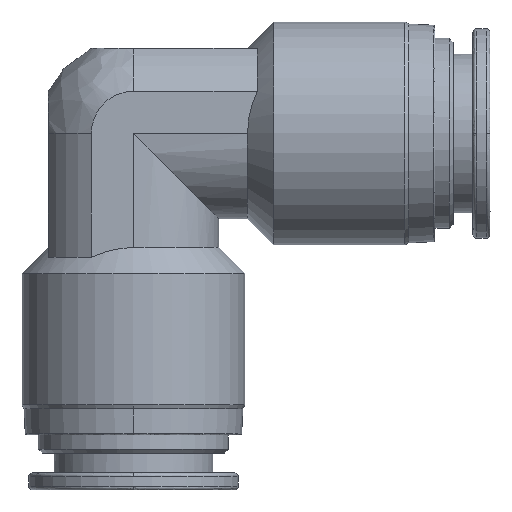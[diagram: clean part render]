
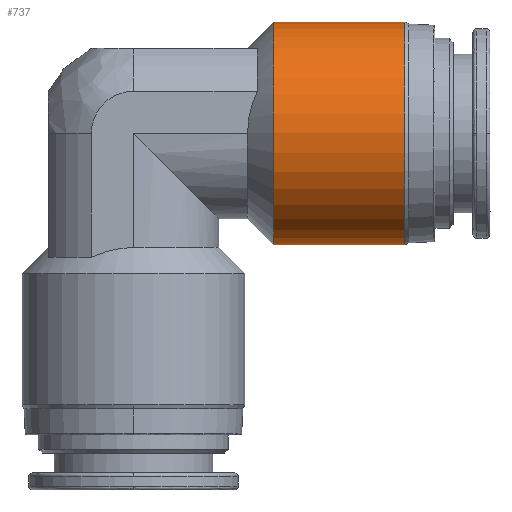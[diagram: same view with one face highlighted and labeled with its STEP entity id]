
A CAD part, left-side view. The second image highlights one B-rep face of the part: STEP entity #737.
In plain terms, the highlighted cylindrical face has radius 8.5 mm (diameter 17 mm), a partial arc.
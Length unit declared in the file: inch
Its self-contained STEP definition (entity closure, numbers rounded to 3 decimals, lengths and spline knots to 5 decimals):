
#5 = AXIS2_PLACEMENT_3D ( 'NONE', #7850, #6535, #2667 ) ;
#132 = VERTEX_POINT ( 'NONE', #4222 ) ;
#240 = DIRECTION ( 'NONE',  ( 0., -1., 0. ) ) ;
#498 = LINE ( 'NONE', #2139, #2975 ) ;
#737 = ADVANCED_FACE ( 'NONE', ( #2542 ), #5004, .T. ) ;
#1787 = EDGE_CURVE ( 'NONE', #6065, #5619, #2621, .T. ) ;
#1818 = AXIS2_PLACEMENT_3D ( 'NONE', #7857, #4645, #4594 ) ;
#1927 = CARTESIAN_POINT ( 'NONE',  ( 0., -0.07874, 0.33465 ) ) ;
#2139 = CARTESIAN_POINT ( 'NONE',  ( 0., -0.07874, -0.33465 ) ) ;
#2537 = VECTOR ( 'NONE', #3947, 39.37008 ) ;
#2542 = FACE_OUTER_BOUND ( 'NONE', #3951, .T. ) ;
#2621 = CIRCLE ( 'NONE', #5, 0.33465 ) ;
#2667 = DIRECTION ( 'NONE',  ( 0., 0., -1. ) ) ;
#2890 = EDGE_CURVE ( 'NONE', #5619, #5376, #498, .T. ) ;
#2975 = VECTOR ( 'NONE', #240, 39.37008 ) ;
#3453 = CIRCLE ( 'NONE', #1818, 0.33465 ) ;
#3509 = CARTESIAN_POINT ( 'NONE',  ( 0., -0.42126, 0.33465 ) ) ;
#3600 = AXIS2_PLACEMENT_3D ( 'NONE', #4454, #6428, #8427 ) ;
#3853 = LINE ( 'NONE', #1927, #2537 ) ;
#3947 = DIRECTION ( 'NONE',  ( 0., -1., 0. ) ) ;
#3951 = EDGE_LOOP ( 'NONE', ( #4486, #4152, #4911, #5257 ) ) ;
#4152 = ORIENTED_EDGE ( 'NONE', *, *, #1787, .T. ) ;
#4222 = CARTESIAN_POINT ( 'NONE',  ( 0., -0.81496, 0.33465 ) ) ;
#4454 = CARTESIAN_POINT ( 'NONE',  ( 0., -0.07874, 0. ) ) ;
#4486 = ORIENTED_EDGE ( 'NONE', *, *, #7647, .F. ) ;
#4594 = DIRECTION ( 'NONE',  ( 0., 0., -1. ) ) ;
#4645 = DIRECTION ( 'NONE',  ( 0., 1., 0. ) ) ;
#4863 = CARTESIAN_POINT ( 'NONE',  ( 0., -0.42126, -0.33465 ) ) ;
#4911 = ORIENTED_EDGE ( 'NONE', *, *, #2890, .T. ) ;
#5004 = CYLINDRICAL_SURFACE ( 'NONE', #3600, 0.33465 ) ;
#5257 = ORIENTED_EDGE ( 'NONE', *, *, #8392, .T. ) ;
#5376 = VERTEX_POINT ( 'NONE', #7932 ) ;
#5619 = VERTEX_POINT ( 'NONE', #4863 ) ;
#6065 = VERTEX_POINT ( 'NONE', #3509 ) ;
#6428 = DIRECTION ( 'NONE',  ( 0., -1., 0. ) ) ;
#6535 = DIRECTION ( 'NONE',  ( 0., -1., 0. ) ) ;
#7647 = EDGE_CURVE ( 'NONE', #6065, #132, #3853, .T. ) ;
#7850 = CARTESIAN_POINT ( 'NONE',  ( 0., -0.42126, 0. ) ) ;
#7857 = CARTESIAN_POINT ( 'NONE',  ( 0., -0.81496, 0. ) ) ;
#7932 = CARTESIAN_POINT ( 'NONE',  ( 0., -0.81496, -0.33465 ) ) ;
#8392 = EDGE_CURVE ( 'NONE', #5376, #132, #3453, .T. ) ;
#8427 = DIRECTION ( 'NONE',  ( 0., 0., -1. ) ) ;
